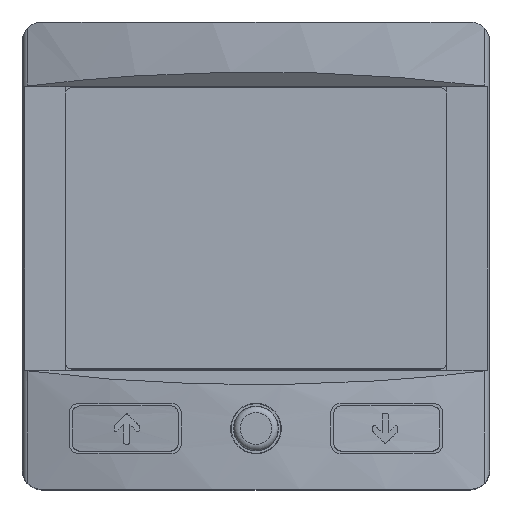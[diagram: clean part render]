
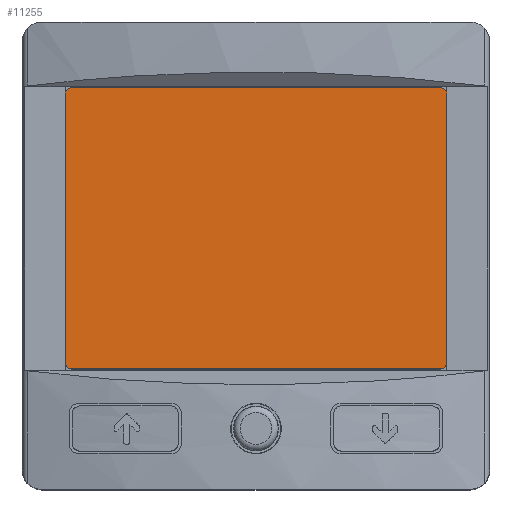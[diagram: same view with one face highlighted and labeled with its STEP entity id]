
A CAD part, top view. The second image highlights one B-rep face of the part: STEP entity #11255.
In plain terms, the highlighted planar face has unit normal (0, 0, 1).
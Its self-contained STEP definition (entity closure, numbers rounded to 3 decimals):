
#127=CIRCLE('',#11762,0.4);
#128=CIRCLE('',#11765,0.4);
#129=CIRCLE('',#11768,0.4);
#130=CIRCLE('',#11771,0.4);
#834=ORIENTED_EDGE('',*,*,#2991,.T.);
#835=ORIENTED_EDGE('',*,*,#2994,.T.);
#836=ORIENTED_EDGE('',*,*,#2996,.T.);
#837=ORIENTED_EDGE('',*,*,#2998,.T.);
#838=ORIENTED_EDGE('',*,*,#3000,.T.);
#839=ORIENTED_EDGE('',*,*,#3002,.T.);
#840=ORIENTED_EDGE('',*,*,#3004,.T.);
#841=ORIENTED_EDGE('',*,*,#3005,.T.);
#2991=EDGE_CURVE('',#4090,#4089,#4817,.T.);
#2994=EDGE_CURVE('',#4089,#4091,#127,.T.);
#2996=EDGE_CURVE('',#4091,#4092,#4821,.T.);
#2998=EDGE_CURVE('',#4092,#4093,#128,.T.);
#3000=EDGE_CURVE('',#4093,#4094,#4824,.T.);
#3002=EDGE_CURVE('',#4094,#4095,#129,.T.);
#3004=EDGE_CURVE('',#4095,#4096,#4827,.T.);
#3005=EDGE_CURVE('',#4096,#4090,#130,.T.);
#4089=VERTEX_POINT('',#15418);
#4090=VERTEX_POINT('',#15420);
#4091=VERTEX_POINT('',#15424);
#4092=VERTEX_POINT('',#15428);
#4093=VERTEX_POINT('',#15432);
#4094=VERTEX_POINT('',#15436);
#4095=VERTEX_POINT('',#15440);
#4096=VERTEX_POINT('',#15444);
#4817=LINE('',#15419,#5832);
#4821=LINE('',#15429,#5836);
#4824=LINE('',#15437,#5839);
#4827=LINE('',#15445,#5842);
#5832=VECTOR('',#12781,1000.);
#5836=VECTOR('',#12791,1000.);
#5839=VECTOR('',#12800,1000.);
#5842=VECTOR('',#12809,1000.);
#6597=EDGE_LOOP('',(#834,#835,#836,#837,#838,#839,#840,#841));
#7134=FACE_BOUND('',#6597,.T.);
#7592=PLANE('',#11772);
#11255=ADVANCED_FACE('',(#7134),#7592,.T.);
#11762=AXIS2_PLACEMENT_3D('',#15425,#12786,#12787);
#11765=AXIS2_PLACEMENT_3D('',#15433,#12795,#12796);
#11768=AXIS2_PLACEMENT_3D('',#15441,#12804,#12805);
#11771=AXIS2_PLACEMENT_3D('',#15447,#12812,#12813);
#11772=AXIS2_PLACEMENT_3D('',#15448,#12814,#12815);
#12781=DIRECTION('',(0.,-1.,0.));
#12786=DIRECTION('',(0.,0.,1.));
#12787=DIRECTION('',(1.,0.,0.));
#12791=DIRECTION('',(1.,0.,0.));
#12795=DIRECTION('',(0.,0.,1.));
#12796=DIRECTION('',(1.,0.,0.));
#12800=DIRECTION('',(0.,1.,0.));
#12804=DIRECTION('',(0.,0.,1.));
#12805=DIRECTION('',(1.,0.,0.));
#12809=DIRECTION('',(-1.,0.,0.));
#12812=DIRECTION('',(0.,0.,1.));
#12813=DIRECTION('',(1.,0.,0.));
#12814=DIRECTION('',(0.,0.,1.));
#12815=DIRECTION('',(1.,0.,0.));
#15418=CARTESIAN_POINT('',(-12.25,-6.875,25.5));
#15419=CARTESIAN_POINT('',(-12.25,10.375,25.5));
#15420=CARTESIAN_POINT('',(-12.25,10.375,25.5));
#15424=CARTESIAN_POINT('',(-11.85,-7.275,25.5));
#15425=CARTESIAN_POINT('',(-11.85,-6.875,25.5));
#15428=CARTESIAN_POINT('',(11.85,-7.275,25.5));
#15429=CARTESIAN_POINT('',(-11.85,-7.275,25.5));
#15432=CARTESIAN_POINT('',(12.25,-6.875,25.5));
#15433=CARTESIAN_POINT('',(11.85,-6.875,25.5));
#15436=CARTESIAN_POINT('',(12.25,10.375,25.5));
#15437=CARTESIAN_POINT('',(12.25,-6.875,25.5));
#15440=CARTESIAN_POINT('',(11.85,10.775,25.5));
#15441=CARTESIAN_POINT('',(11.85,10.375,25.5));
#15444=CARTESIAN_POINT('',(-11.85,10.775,25.5));
#15445=CARTESIAN_POINT('',(11.85,10.775,25.5));
#15447=CARTESIAN_POINT('',(-11.85,10.375,25.5));
#15448=CARTESIAN_POINT('',(-11.85,-6.875,25.5));
